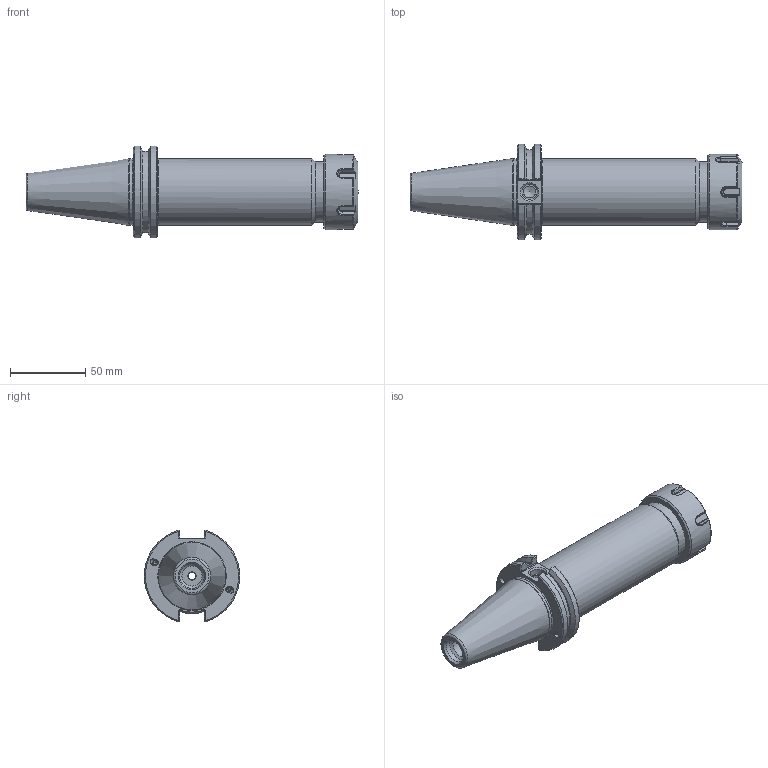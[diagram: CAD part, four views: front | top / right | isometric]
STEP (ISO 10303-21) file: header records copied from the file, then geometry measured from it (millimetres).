
FILE_DESCRIPTION(/* description */ ('ER COLLET CHUCK W/ ADB CLNT'),/* implementation_level */ '2;1');
FILE_NAME(/* name */ 'C40BC-32ERF600.stp',/* time_stamp */ '2017-01-20T10:21:21-05:00',/* author */ ('davhar'),/* organization */ (''),/* preprocessor_version */ 'ST-DEVELOPER v16.1',/* originating_system */ 'Autodesk Inventor 2016',/* authorisation */ '');
FILE_SCHEMA (('AUTOMOTIVE_DESIGN { 1 0 10303 214 3 1 1 }'));
Length unit declared in the file: inch
Products named in the file (6): C40BCB-32ER6-1; 029-965; C40BCB-32ER6-1_1; 32ERN; BS-18; C40BC-32ERF600
Assembly tree (6 placements, depth 3):
  C40BC-32ERF600
    C40BCB-32ER6-1_1
      C40BCB-32ER6-1
      029-965  x2
    32ERN
    BS-18
Bounding box: 220.65 x 63.26 x 61.11 mm (x, y, z)
Volume: 258970.4 mm3; surface area: 55306.1 mm2
Topology: 5 solids, 5 shells, 229 faces, 563 edges, 355 vertices
Faces by surface type: plane 96, cylinder 60, cone 42, torus 15, bspline 14, sphere 2
Full cylindrical faces by diameter (mm): 3.3 x2, 4 x4, 4.1 x2, 4.2 x2, 7.112 x1, 8 x1, 10.135 x1, 13.386 x1, 16.459 x1, 17.78 x2, 18.923 x1, 20.447 x1, 23.495 x1, 27 x1, 38.65 x1, 40 x1, 41 x1, 43.942 x1, 44.45 x1, 50 x1
Entity records: 8097 total; most frequent: CARTESIAN_POINT 3405, ORIENTED_EDGE 930, DIRECTION 882, EDGE_CURVE 465, AXIS2_PLACEMENT_3D 356, VERTEX_POINT 321, EDGE_LOOP 284, FACE_OUTER_BOUND 213
